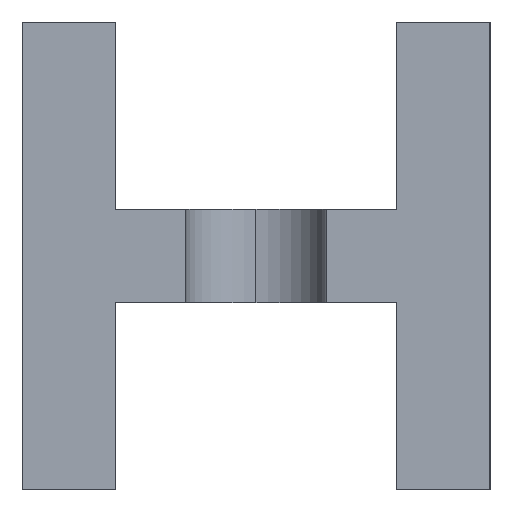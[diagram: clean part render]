
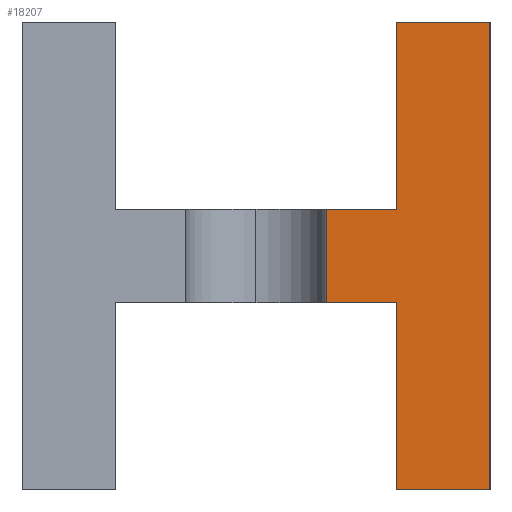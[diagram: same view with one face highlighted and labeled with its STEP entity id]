
A CAD part, left-side view. The second image highlights one B-rep face of the part: STEP entity #18207.
In plain terms, the highlighted planar face has unit normal (-1, 0, 0).
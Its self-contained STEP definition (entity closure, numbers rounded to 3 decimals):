
#124 = VERTEX_POINT ( 'NONE', #13262 ) ;
#129 = CARTESIAN_POINT ( 'NONE',  ( 0., 2., 10. ) ) ;
#387 = LINE ( 'NONE', #19766, #20690 ) ;
#580 = DIRECTION ( 'NONE',  ( 0., 1., 0. ) ) ;
#969 = EDGE_CURVE ( 'NONE', #7418, #124, #14195, .T. ) ;
#1596 = CARTESIAN_POINT ( 'NONE',  ( 0., 2., 0. ) ) ;
#1665 = CARTESIAN_POINT ( 'NONE',  ( 0., 2., 10. ) ) ;
#1817 = CARTESIAN_POINT ( 'NONE',  ( 0., 3.5, 6. ) ) ;
#2132 = DIRECTION ( 'NONE',  ( 0., 0., 1. ) ) ;
#2858 = LINE ( 'NONE', #19063, #10910 ) ;
#3033 = DIRECTION ( 'NONE',  ( 0., 0., -1. ) ) ;
#3226 = DIRECTION ( 'NONE',  ( 0., 0., 1. ) ) ;
#3248 = CARTESIAN_POINT ( 'NONE',  ( 0., 0., 0. ) ) ;
#3442 = ORIENTED_EDGE ( 'NONE', *, *, #12861, .F. ) ;
#4170 = EDGE_LOOP ( 'NONE', ( #20235, #15529, #9192, #16751, #3442, #5705, #8939, #11743 ) ) ;
#4195 = EDGE_CURVE ( 'NONE', #124, #4385, #17586, .T. ) ;
#4385 = VERTEX_POINT ( 'NONE', #129 ) ;
#4906 = VERTEX_POINT ( 'NONE', #9510 ) ;
#5615 = VECTOR ( 'NONE', #13776, 1000. ) ;
#5705 = ORIENTED_EDGE ( 'NONE', *, *, #10669, .F. ) ;
#6843 = LINE ( 'NONE', #19837, #10603 ) ;
#7418 = VERTEX_POINT ( 'NONE', #1817 ) ;
#8745 = AXIS2_PLACEMENT_3D ( 'NONE', #11249, #12878, #3226 ) ;
#8939 = ORIENTED_EDGE ( 'NONE', *, *, #4195, .F. ) ;
#9192 = ORIENTED_EDGE ( 'NONE', *, *, #9324, .F. ) ;
#9324 = EDGE_CURVE ( 'NONE', #12982, #15195, #9921, .T. ) ;
#9376 = VERTEX_POINT ( 'NONE', #11327 ) ;
#9407 = VECTOR ( 'NONE', #11725, 1000. ) ;
#9465 = DIRECTION ( 'NONE',  ( 0., 1., 0. ) ) ;
#9510 = CARTESIAN_POINT ( 'NONE',  ( 0., 0., 10. ) ) ;
#9549 = VECTOR ( 'NONE', #2132, 1000. ) ;
#9921 = LINE ( 'NONE', #11793, #9407 ) ;
#10603 = VECTOR ( 'NONE', #19618, 1000. ) ;
#10669 = EDGE_CURVE ( 'NONE', #4385, #4906, #6843, .T. ) ;
#10864 = CARTESIAN_POINT ( 'NONE',  ( 0., 2., 4. ) ) ;
#10910 = VECTOR ( 'NONE', #9465, 1000. ) ;
#11032 = VECTOR ( 'NONE', #16132, 1000. ) ;
#11150 = VECTOR ( 'NONE', #3033, 1000. ) ;
#11249 = CARTESIAN_POINT ( 'NONE',  ( 0., 0., 0. ) ) ;
#11327 = CARTESIAN_POINT ( 'NONE',  ( 0., 0., 0. ) ) ;
#11718 = VERTEX_POINT ( 'NONE', #19823 ) ;
#11725 = DIRECTION ( 'NONE',  ( 0., 0., 1. ) ) ;
#11743 = ORIENTED_EDGE ( 'NONE', *, *, #969, .F. ) ;
#11793 = CARTESIAN_POINT ( 'NONE',  ( 0., 2., 4. ) ) ;
#12177 = LINE ( 'NONE', #3248, #11150 ) ;
#12861 = EDGE_CURVE ( 'NONE', #4906, #9376, #12177, .T. ) ;
#12878 = DIRECTION ( 'NONE',  ( -1., 0., 0. ) ) ;
#12982 = VERTEX_POINT ( 'NONE', #1596 ) ;
#13262 = CARTESIAN_POINT ( 'NONE',  ( 0., 2., 6. ) ) ;
#13710 = CARTESIAN_POINT ( 'NONE',  ( 0., 2., 6. ) ) ;
#13776 = DIRECTION ( 'NONE',  ( 0., -1., 0. ) ) ;
#14195 = LINE ( 'NONE', #13710, #5615 ) ;
#15195 = VERTEX_POINT ( 'NONE', #10864 ) ;
#15215 = FACE_OUTER_BOUND ( 'NONE', #4170, .T. ) ;
#15329 = LINE ( 'NONE', #20779, #11032 ) ;
#15529 = ORIENTED_EDGE ( 'NONE', *, *, #17796, .F. ) ;
#16132 = DIRECTION ( 'NONE',  ( 0., 0., 1. ) ) ;
#16751 = ORIENTED_EDGE ( 'NONE', *, *, #18181, .F. ) ;
#17586 = LINE ( 'NONE', #1665, #9549 ) ;
#17796 = EDGE_CURVE ( 'NONE', #15195, #11718, #387, .T. ) ;
#18181 = EDGE_CURVE ( 'NONE', #9376, #12982, #2858, .T. ) ;
#18207 = ADVANCED_FACE ( 'NONE', ( #15215 ), #20798, .T. ) ;
#19063 = CARTESIAN_POINT ( 'NONE',  ( 0., 2., 0. ) ) ;
#19333 = EDGE_CURVE ( 'NONE', #11718, #7418, #15329, .T. ) ;
#19618 = DIRECTION ( 'NONE',  ( 0., -1., 0. ) ) ;
#19766 = CARTESIAN_POINT ( 'NONE',  ( 0., 8., 4. ) ) ;
#19823 = CARTESIAN_POINT ( 'NONE',  ( 0., 3.5, 4. ) ) ;
#19837 = CARTESIAN_POINT ( 'NONE',  ( 0., 0., 10. ) ) ;
#20235 = ORIENTED_EDGE ( 'NONE', *, *, #19333, .F. ) ;
#20690 = VECTOR ( 'NONE', #580, 1000. ) ;
#20779 = CARTESIAN_POINT ( 'NONE',  ( 0., 3.5, 4. ) ) ;
#20798 = PLANE ( 'NONE',  #8745 ) ;
